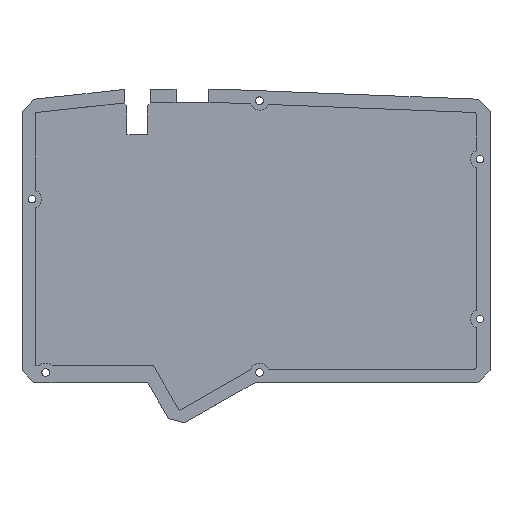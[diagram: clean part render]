
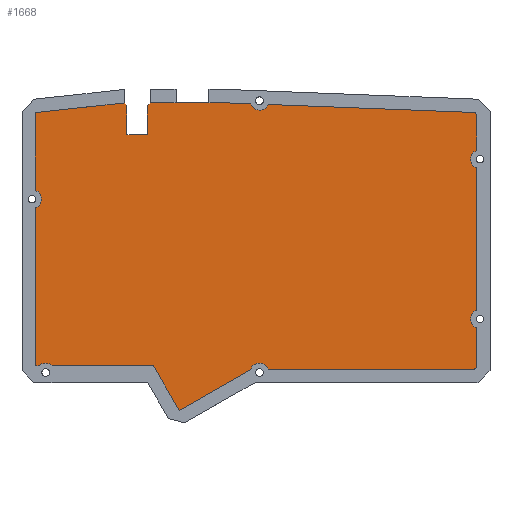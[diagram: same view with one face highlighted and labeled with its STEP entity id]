
A CAD part, top view. The second image highlights one B-rep face of the part: STEP entity #1668.
In plain terms, the highlighted planar face has unit normal (0, 0, 1).
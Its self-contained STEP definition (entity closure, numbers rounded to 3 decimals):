
#60=PLANE('',#1794);
#140=FACE_OUTER_BOUND('',#246,.T.);
#246=EDGE_LOOP('',(#1290,#1291,#1292,#1293,#1294,#1295,#1296,#1297,#1298,
#1299,#1300,#1301,#1302,#1303,#1304,#1305,#1306,#1307,#1308,#1309,#1310,
#1311,#1312,#1313,#1314,#1315,#1316,#1317,#1318,#1319,#1320,#1321));
#388=LINE('',#2541,#586);
#390=LINE('',#2545,#588);
#392=LINE('',#2549,#590);
#393=LINE('',#2551,#591);
#394=LINE('',#2553,#592);
#395=LINE('',#2555,#593);
#396=LINE('',#2557,#594);
#397=LINE('',#2559,#595);
#398=LINE('',#2561,#596);
#399=LINE('',#2565,#597);
#400=LINE('',#2567,#598);
#401=LINE('',#2571,#599);
#402=LINE('',#2573,#600);
#403=LINE('',#2575,#601);
#404=LINE('',#2579,#602);
#405=LINE('',#2583,#603);
#406=LINE('',#2587,#604);
#407=LINE('',#2591,#605);
#408=LINE('',#2595,#606);
#409=LINE('',#2599,#607);
#410=LINE('',#2601,#608);
#411=LINE('',#2603,#609);
#412=LINE('',#2605,#610);
#413=LINE('',#2606,#611);
#586=VECTOR('',#2054,10.);
#588=VECTOR('',#2058,10.);
#590=VECTOR('',#2062,10.);
#591=VECTOR('',#2063,10.);
#592=VECTOR('',#2064,10.);
#593=VECTOR('',#2065,10.);
#594=VECTOR('',#2066,10.);
#595=VECTOR('',#2067,10.);
#596=VECTOR('',#2068,10.);
#597=VECTOR('',#2071,10.);
#598=VECTOR('',#2072,10.);
#599=VECTOR('',#2075,10.);
#600=VECTOR('',#2076,10.);
#601=VECTOR('',#2077,10.);
#602=VECTOR('',#2080,10.);
#603=VECTOR('',#2083,10.);
#604=VECTOR('',#2086,10.);
#605=VECTOR('',#2089,10.);
#606=VECTOR('',#2092,10.);
#607=VECTOR('',#2095,10.);
#608=VECTOR('',#2096,10.);
#609=VECTOR('',#2097,10.);
#610=VECTOR('',#2098,10.);
#611=VECTOR('',#2099,10.);
#727=CIRCLE('',#1795,4.);
#728=CIRCLE('',#1796,4.);
#729=CIRCLE('',#1797,4.);
#730=CIRCLE('',#1798,1.3);
#731=CIRCLE('',#1799,4.);
#732=CIRCLE('',#1800,4.);
#733=CIRCLE('',#1801,1.3);
#734=CIRCLE('',#1802,4.);
#817=VERTEX_POINT('',#2538);
#818=VERTEX_POINT('',#2540);
#819=VERTEX_POINT('',#2544);
#820=VERTEX_POINT('',#2548);
#821=VERTEX_POINT('',#2550);
#822=VERTEX_POINT('',#2552);
#823=VERTEX_POINT('',#2554);
#824=VERTEX_POINT('',#2556);
#825=VERTEX_POINT('',#2558);
#826=VERTEX_POINT('',#2560);
#827=VERTEX_POINT('',#2562);
#828=VERTEX_POINT('',#2564);
#829=VERTEX_POINT('',#2566);
#830=VERTEX_POINT('',#2568);
#831=VERTEX_POINT('',#2570);
#832=VERTEX_POINT('',#2572);
#833=VERTEX_POINT('',#2574);
#834=VERTEX_POINT('',#2576);
#835=VERTEX_POINT('',#2578);
#836=VERTEX_POINT('',#2580);
#837=VERTEX_POINT('',#2582);
#838=VERTEX_POINT('',#2584);
#839=VERTEX_POINT('',#2586);
#840=VERTEX_POINT('',#2588);
#841=VERTEX_POINT('',#2590);
#842=VERTEX_POINT('',#2592);
#843=VERTEX_POINT('',#2594);
#844=VERTEX_POINT('',#2596);
#845=VERTEX_POINT('',#2598);
#846=VERTEX_POINT('',#2600);
#847=VERTEX_POINT('',#2602);
#848=VERTEX_POINT('',#2604);
#994=EDGE_CURVE('',#817,#818,#388,.T.);
#996=EDGE_CURVE('',#819,#818,#390,.T.);
#998=EDGE_CURVE('',#817,#820,#392,.T.);
#999=EDGE_CURVE('',#820,#821,#393,.T.);
#1000=EDGE_CURVE('',#821,#822,#394,.T.);
#1001=EDGE_CURVE('',#823,#822,#395,.T.);
#1002=EDGE_CURVE('',#823,#824,#396,.T.);
#1003=EDGE_CURVE('',#824,#825,#397,.T.);
#1004=EDGE_CURVE('',#825,#826,#398,.T.);
#1005=EDGE_CURVE('',#826,#827,#727,.T.);
#1006=EDGE_CURVE('',#827,#828,#399,.T.);
#1007=EDGE_CURVE('',#828,#829,#400,.T.);
#1008=EDGE_CURVE('',#829,#830,#728,.T.);
#1009=EDGE_CURVE('',#830,#831,#401,.T.);
#1010=EDGE_CURVE('',#831,#832,#402,.T.);
#1011=EDGE_CURVE('',#832,#833,#403,.T.);
#1012=EDGE_CURVE('',#833,#834,#729,.T.);
#1013=EDGE_CURVE('',#834,#835,#404,.T.);
#1014=EDGE_CURVE('',#835,#836,#730,.T.);
#1015=EDGE_CURVE('',#836,#837,#405,.T.);
#1016=EDGE_CURVE('',#837,#838,#731,.T.);
#1017=EDGE_CURVE('',#838,#839,#406,.T.);
#1018=EDGE_CURVE('',#839,#840,#732,.T.);
#1019=EDGE_CURVE('',#840,#841,#407,.T.);
#1020=EDGE_CURVE('',#841,#842,#733,.T.);
#1021=EDGE_CURVE('',#842,#843,#408,.T.);
#1022=EDGE_CURVE('',#843,#844,#734,.T.);
#1023=EDGE_CURVE('',#844,#845,#409,.T.);
#1024=EDGE_CURVE('',#845,#846,#410,.T.);
#1025=EDGE_CURVE('',#846,#847,#411,.T.);
#1026=EDGE_CURVE('',#847,#848,#412,.T.);
#1027=EDGE_CURVE('',#848,#819,#413,.T.);
#1290=ORIENTED_EDGE('',*,*,#994,.F.);
#1291=ORIENTED_EDGE('',*,*,#998,.T.);
#1292=ORIENTED_EDGE('',*,*,#999,.T.);
#1293=ORIENTED_EDGE('',*,*,#1000,.T.);
#1294=ORIENTED_EDGE('',*,*,#1001,.F.);
#1295=ORIENTED_EDGE('',*,*,#1002,.T.);
#1296=ORIENTED_EDGE('',*,*,#1003,.T.);
#1297=ORIENTED_EDGE('',*,*,#1004,.T.);
#1298=ORIENTED_EDGE('',*,*,#1005,.T.);
#1299=ORIENTED_EDGE('',*,*,#1006,.T.);
#1300=ORIENTED_EDGE('',*,*,#1007,.T.);
#1301=ORIENTED_EDGE('',*,*,#1008,.T.);
#1302=ORIENTED_EDGE('',*,*,#1009,.T.);
#1303=ORIENTED_EDGE('',*,*,#1010,.T.);
#1304=ORIENTED_EDGE('',*,*,#1011,.T.);
#1305=ORIENTED_EDGE('',*,*,#1012,.T.);
#1306=ORIENTED_EDGE('',*,*,#1013,.T.);
#1307=ORIENTED_EDGE('',*,*,#1014,.T.);
#1308=ORIENTED_EDGE('',*,*,#1015,.T.);
#1309=ORIENTED_EDGE('',*,*,#1016,.T.);
#1310=ORIENTED_EDGE('',*,*,#1017,.T.);
#1311=ORIENTED_EDGE('',*,*,#1018,.T.);
#1312=ORIENTED_EDGE('',*,*,#1019,.T.);
#1313=ORIENTED_EDGE('',*,*,#1020,.T.);
#1314=ORIENTED_EDGE('',*,*,#1021,.T.);
#1315=ORIENTED_EDGE('',*,*,#1022,.T.);
#1316=ORIENTED_EDGE('',*,*,#1023,.T.);
#1317=ORIENTED_EDGE('',*,*,#1024,.T.);
#1318=ORIENTED_EDGE('',*,*,#1025,.T.);
#1319=ORIENTED_EDGE('',*,*,#1026,.T.);
#1320=ORIENTED_EDGE('',*,*,#1027,.T.);
#1321=ORIENTED_EDGE('',*,*,#996,.T.);
#1668=ADVANCED_FACE('',(#140),#60,.F.);
#1794=AXIS2_PLACEMENT_3D('',#2547,#2060,#2061);
#1795=AXIS2_PLACEMENT_3D('',#2563,#2069,#2070);
#1796=AXIS2_PLACEMENT_3D('',#2569,#2073,#2074);
#1797=AXIS2_PLACEMENT_3D('',#2577,#2078,#2079);
#1798=AXIS2_PLACEMENT_3D('',#2581,#2081,#2082);
#1799=AXIS2_PLACEMENT_3D('',#2585,#2084,#2085);
#1800=AXIS2_PLACEMENT_3D('',#2589,#2087,#2088);
#1801=AXIS2_PLACEMENT_3D('',#2593,#2090,#2091);
#1802=AXIS2_PLACEMENT_3D('',#2597,#2093,#2094);
#2054=DIRECTION('',(0.707,0.707,0.));
#2058=DIRECTION('',(-1.,0.,0.));
#2060=DIRECTION('center_axis',(0.,0.,-1.));
#2061=DIRECTION('ref_axis',(1.,0.,0.));
#2062=DIRECTION('',(0.,-1.,0.));
#2063=DIRECTION('',(-1.,0.,0.));
#2064=DIRECTION('',(0.,1.,0.));
#2065=DIRECTION('',(0.707,-0.707,0.));
#2066=DIRECTION('',(-1.,0.,0.));
#2067=DIRECTION('',(-0.994,-0.108,0.));
#2068=DIRECTION('',(0.,-1.,0.));
#2069=DIRECTION('center_axis',(0.,0.,-1.));
#2070=DIRECTION('ref_axis',(1.,0.,0.));
#2071=DIRECTION('',(0.,-1.,0.));
#2072=DIRECTION('',(1.,0.,0.));
#2073=DIRECTION('center_axis',(0.,0.,-1.));
#2074=DIRECTION('ref_axis',(1.,0.,0.));
#2075=DIRECTION('',(1.,0.,0.));
#2076=DIRECTION('',(0.501,-0.865,0.));
#2077=DIRECTION('',(0.867,0.498,0.));
#2078=DIRECTION('center_axis',(0.,0.,-1.));
#2079=DIRECTION('ref_axis',(1.,0.,0.));
#2080=DIRECTION('',(1.,0.,0.));
#2081=DIRECTION('center_axis',(0.,0.,1.));
#2082=DIRECTION('ref_axis',(1.,0.,0.));
#2083=DIRECTION('',(0.,1.,0.));
#2084=DIRECTION('center_axis',(0.,0.,-1.));
#2085=DIRECTION('ref_axis',(1.,0.,0.));
#2086=DIRECTION('',(0.,1.,0.));
#2087=DIRECTION('center_axis',(0.,0.,-1.));
#2088=DIRECTION('ref_axis',(1.,0.,0.));
#2089=DIRECTION('',(0.,1.,0.));
#2090=DIRECTION('center_axis',(0.,0.,1.));
#2091=DIRECTION('ref_axis',(0.039,0.999,0.));
#2092=DIRECTION('',(-0.999,0.039,0.));
#2093=DIRECTION('center_axis',(0.,0.,-1.));
#2094=DIRECTION('ref_axis',(1.,0.,0.));
#2095=DIRECTION('',(-0.999,0.039,0.));
#2096=DIRECTION('',(-1.,0.,0.));
#2097=DIRECTION('',(-1.,0.,0.));
#2098=DIRECTION('',(-1.,0.,0.));
#2099=DIRECTION('',(0.,-1.,0.));
#2538=CARTESIAN_POINT('',(86.189,-19.415,-2.));
#2540=CARTESIAN_POINT('',(87.382,-18.222,-2.));
#2541=CARTESIAN_POINT('',(82.051,-23.552,-2.));
#2544=CARTESIAN_POINT('',(87.383,-18.222,-2.));
#2545=CARTESIAN_POINT('',(107.083,-18.222,-2.));
#2547=CARTESIAN_POINT('Origin',(132.339,-83.309,-2.));
#2548=CARTESIAN_POINT('',(86.189,-31.68,-2.));
#2549=CARTESIAN_POINT('',(86.189,-57.494,-2.));
#2550=CARTESIAN_POINT('',(77.465,-31.68,-2.));
#2551=CARTESIAN_POINT('',(104.902,-31.68,-2.));
#2552=CARTESIAN_POINT('',(77.465,-19.415,-2.));
#2553=CARTESIAN_POINT('',(77.465,-47.383,-2.));
#2554=CARTESIAN_POINT('',(76.272,-18.222,-2.));
#2555=CARTESIAN_POINT('',(106.859,-48.808,-2.));
#2556=CARTESIAN_POINT('',(76.272,-18.222,-2.));
#2557=CARTESIAN_POINT('',(107.083,-18.222,-2.));
#2558=CARTESIAN_POINT('',(38.539,-22.334,-2.));
#2559=CARTESIAN_POINT('',(76.272,-18.222,-2.));
#2560=CARTESIAN_POINT('',(38.539,-55.375,-2.));
#2561=CARTESIAN_POINT('',(38.539,-22.334,-2.));
#2562=CARTESIAN_POINT('',(38.539,-62.831,-2.));
#2563=CARTESIAN_POINT('Origin',(37.089,-59.103,-2.));
#2564=CARTESIAN_POINT('',(38.539,-129.903,-2.));
#2565=CARTESIAN_POINT('',(38.539,-60.757,-2.));
#2566=CARTESIAN_POINT('',(40.195,-129.903,-2.));
#2567=CARTESIAN_POINT('',(38.539,-129.903,-2.));
#2568=CARTESIAN_POINT('',(45.597,-129.903,-2.));
#2569=CARTESIAN_POINT('Origin',(42.896,-132.853,-2.));
#2570=CARTESIAN_POINT('',(88.666,-129.903,-2.));
#2571=CARTESIAN_POINT('',(38.539,-129.903,-2.));
#2572=CARTESIAN_POINT('',(99.729,-149.012,-2.));
#2573=CARTESIAN_POINT('',(88.666,-129.903,-2.));
#2574=CARTESIAN_POINT('',(129.994,-131.646,-2.));
#2575=CARTESIAN_POINT('',(99.729,-149.012,-2.));
#2576=CARTESIAN_POINT('',(137.536,-131.403,-2.));
#2577=CARTESIAN_POINT('Origin',(133.808,-132.853,-2.));
#2578=CARTESIAN_POINT('',(224.839,-131.403,-2.));
#2579=CARTESIAN_POINT('',(135.463,-131.403,-2.));
#2580=CARTESIAN_POINT('',(226.139,-130.103,-2.));
#2581=CARTESIAN_POINT('Origin',(224.839,-130.103,-2.));
#2582=CARTESIAN_POINT('',(226.139,-113.831,-2.));
#2583=CARTESIAN_POINT('',(226.139,-130.103,-2.));
#2584=CARTESIAN_POINT('',(226.139,-106.375,-2.));
#2585=CARTESIAN_POINT('Origin',(227.589,-110.103,-2.));
#2586=CARTESIAN_POINT('',(226.139,-45.831,-2.));
#2587=CARTESIAN_POINT('',(226.139,-108.448,-2.));
#2588=CARTESIAN_POINT('',(226.139,-38.375,-2.));
#2589=CARTESIAN_POINT('Origin',(227.589,-42.103,-2.));
#2590=CARTESIAN_POINT('',(226.139,-23.565,-2.));
#2591=CARTESIAN_POINT('',(226.139,-40.448,-2.));
#2592=CARTESIAN_POINT('',(224.89,-22.266,-2.));
#2593=CARTESIAN_POINT('Origin',(224.839,-23.565,-2.));
#2594=CARTESIAN_POINT('',(137.477,-18.873,-2.));
#2595=CARTESIAN_POINT('',(224.89,-22.266,-2.));
#2596=CARTESIAN_POINT('',(130.027,-18.584,-2.));
#2597=CARTESIAN_POINT('Origin',(133.808,-17.279,-2.));
#2598=CARTESIAN_POINT('',(116.345,-18.053,-2.));
#2599=CARTESIAN_POINT('',(132.099,-18.664,-2.));
#2600=CARTESIAN_POINT('',(112.349,-18.053,-2.));
#2601=CARTESIAN_POINT('',(116.345,-18.053,-2.));
#2602=CARTESIAN_POINT('',(98.349,-18.053,-2.));
#2603=CARTESIAN_POINT('',(118.844,-18.053,-2.));
#2604=CARTESIAN_POINT('',(87.383,-18.053,-2.));
#2605=CARTESIAN_POINT('',(115.344,-18.053,-2.));
#2606=CARTESIAN_POINT('',(87.383,-49.321,-2.));
